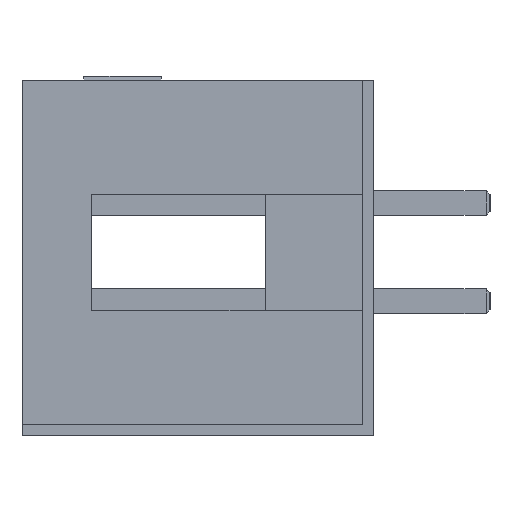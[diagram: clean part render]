
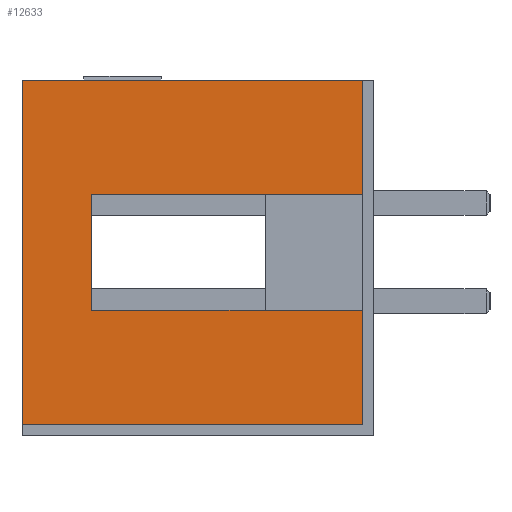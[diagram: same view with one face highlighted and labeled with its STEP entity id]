
A CAD part, left-side view. The second image highlights one B-rep face of the part: STEP entity #12633.
In plain terms, the highlighted planar face has unit normal (-1, 0, 0).
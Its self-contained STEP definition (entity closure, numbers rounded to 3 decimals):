
#66 = VECTOR ( 'NONE', #2853, 1000. ) ;
#259 = LINE ( 'NONE', #4329, #9794 ) ;
#280 = VERTEX_POINT ( 'NONE', #7892 ) ;
#312 = ORIENTED_EDGE ( 'NONE', *, *, #13358, .T. ) ;
#868 = EDGE_CURVE ( 'NONE', #7476, #13890, #259, .T. ) ;
#1132 = ORIENTED_EDGE ( 'NONE', *, *, #5443, .F. ) ;
#1262 = CARTESIAN_POINT ( 'NONE',  ( -5.17, 7.3, 0.23 ) ) ;
#1574 = DIRECTION ( 'NONE',  ( 0., -1., 0. ) ) ;
#1638 = VECTOR ( 'NONE', #9574, 1000. ) ;
#1704 = CARTESIAN_POINT ( 'NONE',  ( -5.17, 0.3, -2.77 ) ) ;
#2317 = VERTEX_POINT ( 'NONE', #9075 ) ;
#2432 = VECTOR ( 'NONE', #6370, 1000. ) ;
#2645 = VECTOR ( 'NONE', #1574, 1000. ) ;
#2853 = DIRECTION ( 'NONE',  ( 0., -1., 0. ) ) ;
#2915 = CARTESIAN_POINT ( 'NONE',  ( -5.17, 9.1, 3.18 ) ) ;
#2966 = ORIENTED_EDGE ( 'NONE', *, *, #868, .F. ) ;
#3291 = EDGE_CURVE ( 'NONE', #7853, #2317, #6677, .T. ) ;
#3415 = DIRECTION ( 'NONE',  ( 0., 0., 1. ) ) ;
#3441 = ORIENTED_EDGE ( 'NONE', *, *, #9060, .T. ) ;
#3629 = CARTESIAN_POINT ( 'NONE',  ( -5.17, 0.3, 3.18 ) ) ;
#3842 = CARTESIAN_POINT ( 'NONE',  ( -5.17, 9.1, 3.18 ) ) ;
#3901 = VECTOR ( 'NONE', #6314, 1000. ) ;
#4050 = VERTEX_POINT ( 'NONE', #6377 ) ;
#4329 = CARTESIAN_POINT ( 'NONE',  ( -5.17, 7.3, -2.77 ) ) ;
#4915 = VERTEX_POINT ( 'NONE', #7619 ) ;
#5087 = AXIS2_PLACEMENT_3D ( 'NONE', #7163, #5933, #3415 ) ;
#5443 = EDGE_CURVE ( 'NONE', #13890, #4050, #7811, .T. ) ;
#5786 = DIRECTION ( 'NONE',  ( 0., 0., -1. ) ) ;
#5933 = DIRECTION ( 'NONE',  ( -1., 0., 0. ) ) ;
#6314 = DIRECTION ( 'NONE',  ( 0., 0., -1. ) ) ;
#6370 = DIRECTION ( 'NONE',  ( 0., -1., 0. ) ) ;
#6377 = CARTESIAN_POINT ( 'NONE',  ( -5.17, 0.3, -5.72 ) ) ;
#6677 = LINE ( 'NONE', #2915, #2645 ) ;
#6680 = CARTESIAN_POINT ( 'NONE',  ( -5.17, 9.1, 3.18 ) ) ;
#7163 = CARTESIAN_POINT ( 'NONE',  ( -5.17, 9.1, 3.18 ) ) ;
#7476 = VERTEX_POINT ( 'NONE', #11107 ) ;
#7619 = CARTESIAN_POINT ( 'NONE',  ( -5.17, 0.3, 0.23 ) ) ;
#7811 = LINE ( 'NONE', #3629, #3901 ) ;
#7853 = VERTEX_POINT ( 'NONE', #6680 ) ;
#7892 = CARTESIAN_POINT ( 'NONE',  ( -5.17, 7.3, 0.23 ) ) ;
#9060 = EDGE_CURVE ( 'NONE', #12794, #4050, #15251, .T. ) ;
#9075 = CARTESIAN_POINT ( 'NONE',  ( -5.17, 0.3, 3.18 ) ) ;
#9152 = EDGE_CURVE ( 'NONE', #2317, #4915, #14435, .T. ) ;
#9186 = ORIENTED_EDGE ( 'NONE', *, *, #3291, .F. ) ;
#9357 = EDGE_CURVE ( 'NONE', #280, #7476, #11158, .T. ) ;
#9454 = VECTOR ( 'NONE', #10061, 1000. ) ;
#9490 = CARTESIAN_POINT ( 'NONE',  ( -5.17, 0.3, 3.18 ) ) ;
#9574 = DIRECTION ( 'NONE',  ( 0., 0., -1. ) ) ;
#9794 = VECTOR ( 'NONE', #10451, 1000. ) ;
#9828 = CARTESIAN_POINT ( 'NONE',  ( -5.17, 7.3, 0. ) ) ;
#10061 = DIRECTION ( 'NONE',  ( 0., 0., -1. ) ) ;
#10146 = EDGE_LOOP ( 'NONE', ( #11149, #10526, #9186, #312, #3441, #1132, #2966, #15635 ) ) ;
#10451 = DIRECTION ( 'NONE',  ( 0., -1., 0. ) ) ;
#10526 = ORIENTED_EDGE ( 'NONE', *, *, #9152, .F. ) ;
#11107 = CARTESIAN_POINT ( 'NONE',  ( -5.17, 7.3, -2.77 ) ) ;
#11149 = ORIENTED_EDGE ( 'NONE', *, *, #13357, .T. ) ;
#11158 = LINE ( 'NONE', #9828, #9454 ) ;
#11296 = PLANE ( 'NONE',  #5087 ) ;
#11487 = LINE ( 'NONE', #3842, #12894 ) ;
#12124 = CARTESIAN_POINT ( 'NONE',  ( -5.17, 9.1, -5.72 ) ) ;
#12633 = ADVANCED_FACE ( 'NONE', ( #16322 ), #11296, .T. ) ;
#12794 = VERTEX_POINT ( 'NONE', #12124 ) ;
#12894 = VECTOR ( 'NONE', #5786, 1000. ) ;
#13007 = CARTESIAN_POINT ( 'NONE',  ( -5.17, 9.1, -5.72 ) ) ;
#13357 = EDGE_CURVE ( 'NONE', #280, #4915, #14017, .T. ) ;
#13358 = EDGE_CURVE ( 'NONE', #7853, #12794, #11487, .T. ) ;
#13890 = VERTEX_POINT ( 'NONE', #1704 ) ;
#14017 = LINE ( 'NONE', #1262, #2432 ) ;
#14435 = LINE ( 'NONE', #9490, #1638 ) ;
#15251 = LINE ( 'NONE', #13007, #66 ) ;
#15635 = ORIENTED_EDGE ( 'NONE', *, *, #9357, .F. ) ;
#16322 = FACE_OUTER_BOUND ( 'NONE', #10146, .T. ) ;
